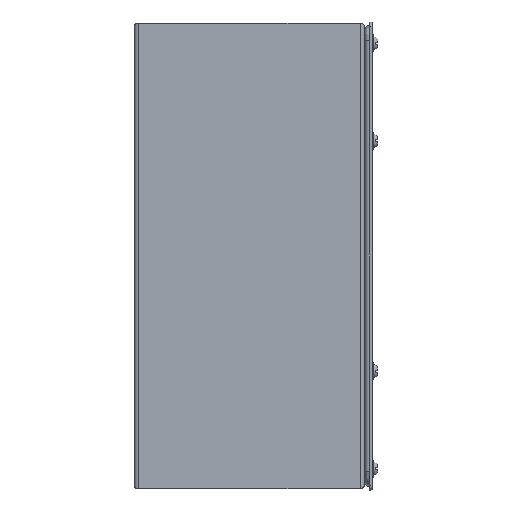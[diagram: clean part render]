
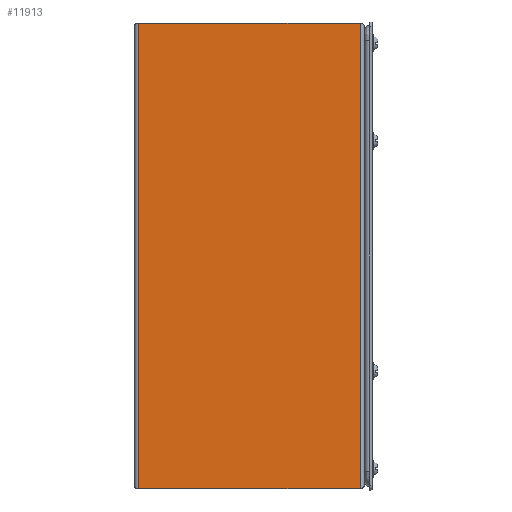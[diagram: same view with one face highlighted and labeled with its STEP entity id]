
A CAD part, left-side view. The second image highlights one B-rep face of the part: STEP entity #11913.
In plain terms, the highlighted face is planar.
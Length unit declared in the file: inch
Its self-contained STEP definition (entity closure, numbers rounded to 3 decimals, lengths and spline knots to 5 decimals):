
#25 = ORIENTED_EDGE ( 'NONE', *, *, #228, .F. ) ;
#228 = EDGE_CURVE ( 'NONE', #13927, #15356, #24576, .T. ) ;
#315 = DIRECTION ( 'NONE',  ( 0., 0., -1. ) ) ;
#513 = PLANE ( 'NONE',  #4439 ) ;
#1414 = VERTEX_POINT ( 'NONE', #24679 ) ;
#4000 = CARTESIAN_POINT ( 'NONE',  ( 6.0675, 6., 6.0675 ) ) ;
#4255 = CARTESIAN_POINT ( 'NONE',  ( 6.0675, 5.89, 6.0675 ) ) ;
#4439 = AXIS2_PLACEMENT_3D ( 'NONE', #21674, #11858, #6420 ) ;
#5376 = EDGE_CURVE ( 'NONE', #18226, #1414, #5779, .T. ) ;
#5779 = LINE ( 'NONE', #4000, #14731 ) ;
#5838 = CARTESIAN_POINT ( 'NONE',  ( 6.0675, 0.11, -6.0625 ) ) ;
#6420 = DIRECTION ( 'NONE',  ( 0., 0., 1. ) ) ;
#6475 = CARTESIAN_POINT ( 'NONE',  ( 6.0675, 6., -6.0625 ) ) ;
#7947 = VECTOR ( 'NONE', #315, 39.37008 ) ;
#8070 = FACE_OUTER_BOUND ( 'NONE', #14109, .T. ) ;
#8611 = CARTESIAN_POINT ( 'NONE',  ( 6.0675, 5.89, 6.0675 ) ) ;
#10825 = ORIENTED_EDGE ( 'NONE', *, *, #5376, .T. ) ;
#11858 = DIRECTION ( 'NONE',  ( -1., 0., 0. ) ) ;
#11913 = ADVANCED_FACE ( 'NONE', ( #8070 ), #513, .F. ) ;
#11981 = DIRECTION ( 'NONE',  ( 0., 0., 1. ) ) ;
#12097 = ORIENTED_EDGE ( 'NONE', *, *, #21640, .T. ) ;
#12267 = DIRECTION ( 'NONE',  ( 0., -1., 0. ) ) ;
#13927 = VERTEX_POINT ( 'NONE', #20803 ) ;
#14109 = EDGE_LOOP ( 'NONE', ( #10825, #16229, #25, #12097 ) ) ;
#14731 = VECTOR ( 'NONE', #16937, 39.37008 ) ;
#15356 = VERTEX_POINT ( 'NONE', #24868 ) ;
#16229 = ORIENTED_EDGE ( 'NONE', *, *, #18370, .T. ) ;
#16937 = DIRECTION ( 'NONE',  ( 0., -1., 0. ) ) ;
#17820 = VECTOR ( 'NONE', #11981, 39.37008 ) ;
#18226 = VERTEX_POINT ( 'NONE', #8611 ) ;
#18370 = EDGE_CURVE ( 'NONE', #1414, #15356, #21360, .T. ) ;
#19663 = VECTOR ( 'NONE', #12267, 39.37008 ) ;
#20803 = CARTESIAN_POINT ( 'NONE',  ( 6.0675, 5.89, -6.0625 ) ) ;
#21360 = LINE ( 'NONE', #5838, #7947 ) ;
#21640 = EDGE_CURVE ( 'NONE', #13927, #18226, #21928, .T. ) ;
#21674 = CARTESIAN_POINT ( 'NONE',  ( 6.0675, 6., 6.0675 ) ) ;
#21928 = LINE ( 'NONE', #4255, #17820 ) ;
#24576 = LINE ( 'NONE', #6475, #19663 ) ;
#24679 = CARTESIAN_POINT ( 'NONE',  ( 6.0675, 0.11, 6.0675 ) ) ;
#24868 = CARTESIAN_POINT ( 'NONE',  ( 6.0675, 0.11, -6.0625 ) ) ;
